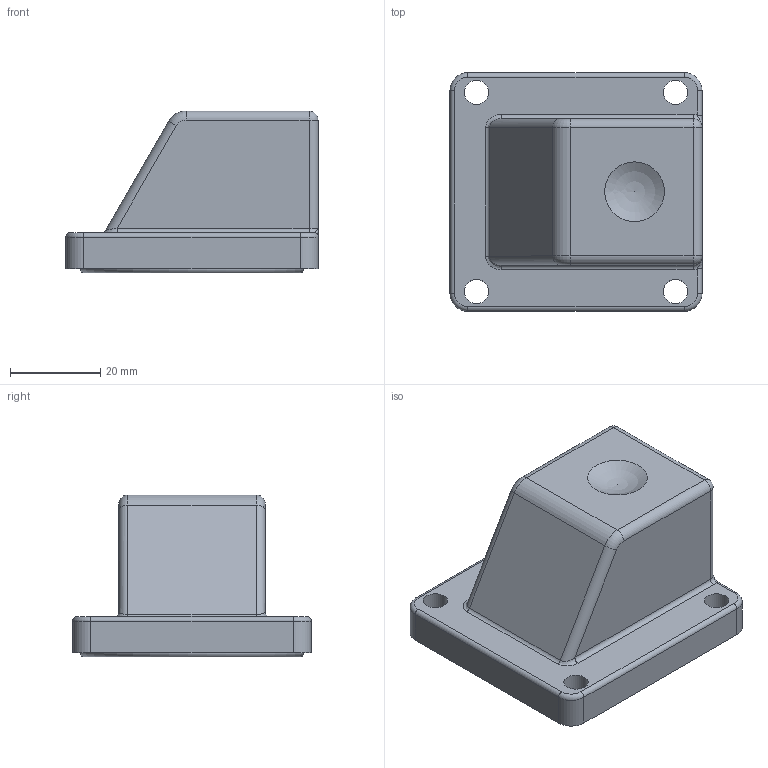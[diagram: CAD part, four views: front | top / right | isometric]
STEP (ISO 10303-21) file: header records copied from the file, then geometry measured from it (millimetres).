
FILE_DESCRIPTION(/* description */ (''),/* implementation_level */ '2;1');
FILE_NAME(/* name */ '16-0566-00-00_bg.stp',/* time_stamp */ '2010-09-02T10:31:22+02:00',/* author */ (''),/* organization */ (''),/* preprocessor_version */ 'ST-DEVELOPER v11',/* originating_system */ 'UGS - NX 5.0',/* authorisation */ '');
FILE_SCHEMA (('CONFIG_CONTROL_DESIGN'));
Length unit declared in the file: millimetre
Products named in the file (1): cerl9F133v1b
Bounding box: 56 x 53 x 35.96 mm (x, y, z)
Volume: 31116.8 mm3; surface area: 15099.8 mm2
Topology: 2 solids, 2 shells, 76 faces, 187 edges, 110 vertices
Faces by surface type: cylinder 35, plane 20, torus 10, bspline 4, cone 4, sphere 3
Full cylindrical faces by diameter (mm): 2.5 x2, 5.4 x4, 22 x1
Entity records: 2299 total; most frequent: CARTESIAN_POINT 485, DIRECTION 385, ORIENTED_EDGE 324, EDGE_CURVE 162, AXIS2_PLACEMENT_3D 154, VERTEX_POINT 106, EDGE_LOOP 99, LINE 77
